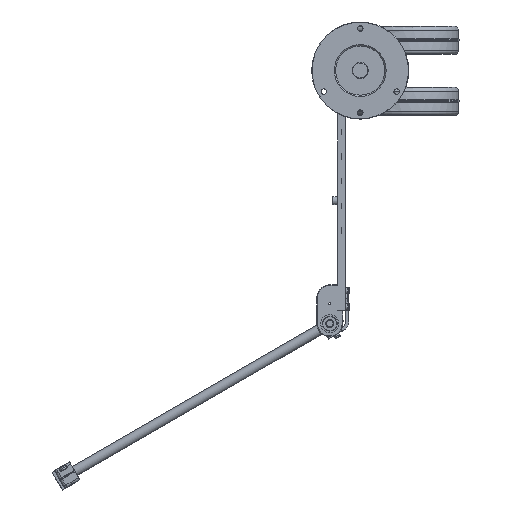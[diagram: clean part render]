
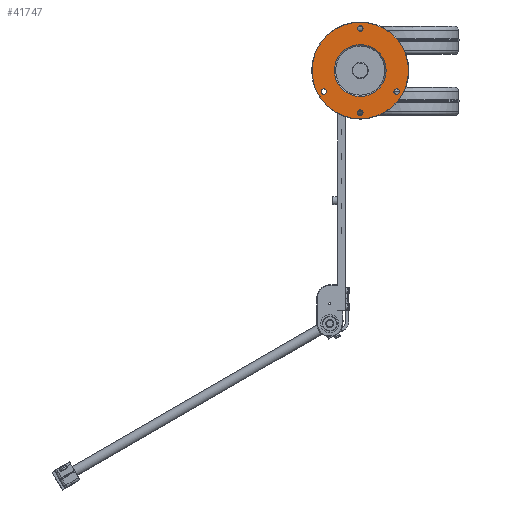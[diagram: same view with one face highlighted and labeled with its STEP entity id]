
A CAD part, front view. The second image highlights one B-rep face of the part: STEP entity #41747.
In plain terms, the highlighted planar face has unit normal (0, -1, 0).
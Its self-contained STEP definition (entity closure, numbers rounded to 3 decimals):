
#12438=CARTESIAN_POINT('',(0.,0.,
0.));
#12439=DIRECTION('',(0.,1.,0.));
#12440=DIRECTION('',(1.,0.,0.));
#12441=AXIS2_PLACEMENT_3D('',#12438,#12439,#12440);
#12443=CARTESIAN_POINT('',(0.,0.,
0.));
#12444=DIRECTION('',(0.,1.,0.));
#12445=DIRECTION('',(-1.,0.,0.));
#12446=AXIS2_PLACEMENT_3D('',#12443,#12444,#12445);
#12448=CARTESIAN_POINT('',(56.292,0.,-32.5));
#12449=DIRECTION('',(0.,1.,0.));
#12450=DIRECTION('',(0.,0.,1.));
#12451=AXIS2_PLACEMENT_3D('',#12448,#12449,#12450);
#12453=CARTESIAN_POINT('',(56.292,0.,-32.5));
#12454=DIRECTION('',(0.,1.,0.));
#12455=DIRECTION('',(0.,0.,-1.));
#12456=AXIS2_PLACEMENT_3D('',#12453,#12454,#12455);
#12458=CARTESIAN_POINT('',(-56.292,0.,-32.5));
#12459=DIRECTION('',(0.,1.,0.));
#12460=DIRECTION('',(0.,0.,1.));
#12461=AXIS2_PLACEMENT_3D('',#12458,#12459,#12460);
#12463=CARTESIAN_POINT('',(-56.292,0.,-32.5));
#12464=DIRECTION('',(0.,1.,0.));
#12465=DIRECTION('',(0.,0.,-1.));
#12466=AXIS2_PLACEMENT_3D('',#12463,#12464,#12465);
#12468=CARTESIAN_POINT('',(0.,0.,65.));
#12469=DIRECTION('',(0.,1.,0.));
#12470=DIRECTION('',(0.,0.,1.));
#12471=AXIS2_PLACEMENT_3D('',#12468,#12469,#12470);
#12473=CARTESIAN_POINT('',(0.,0.,65.));
#12474=DIRECTION('',(0.,1.,0.));
#12475=DIRECTION('',(0.,0.,-1.));
#12476=AXIS2_PLACEMENT_3D('',#12473,#12474,#12475);
#12478=CARTESIAN_POINT('',(0.,0.,-65.));
#12479=DIRECTION('',(0.,1.,0.));
#12480=DIRECTION('',(0.,0.,1.));
#12481=AXIS2_PLACEMENT_3D('',#12478,#12479,#12480);
#12483=CARTESIAN_POINT('',(0.,0.,-65.));
#12484=DIRECTION('',(0.,1.,0.));
#12485=DIRECTION('',(0.,0.,-1.));
#12486=AXIS2_PLACEMENT_3D('',#12483,#12484,#12485);
#12488=CARTESIAN_POINT('',(0.,0.,0.));
#12489=DIRECTION('',(0.,1.,0.));
#12490=DIRECTION('',(0.,0.,1.));
#12491=AXIS2_PLACEMENT_3D('',#12488,#12489,#12490);
#12493=CARTESIAN_POINT('',(0.,0.,0.));
#12494=DIRECTION('',(0.,1.,0.));
#12495=DIRECTION('',(0.,0.,-1.));
#12496=AXIS2_PLACEMENT_3D('',#12493,#12494,#12495);
#23978=CARTESIAN_POINT('',(56.292,0.,-28.25));
#23979=CARTESIAN_POINT('',(56.292,0.,-36.75));
#23980=VERTEX_POINT('',#23978);
#23981=VERTEX_POINT('',#23979);
#23982=CARTESIAN_POINT('',(-56.292,0.,-28.25));
#23983=CARTESIAN_POINT('',(-56.292,0.,-36.75));
#23984=VERTEX_POINT('',#23982);
#23985=VERTEX_POINT('',#23983);
#23986=CARTESIAN_POINT('',(0.,0.,69.25));
#23987=CARTESIAN_POINT('',(0.,0.,60.75));
#23988=VERTEX_POINT('',#23986);
#23989=VERTEX_POINT('',#23987);
#24006=CARTESIAN_POINT('',(0.,0.,40.));
#24007=CARTESIAN_POINT('',(0.,0.,-40.));
#24008=VERTEX_POINT('',#24006);
#24009=VERTEX_POINT('',#24007);
#24034=CARTESIAN_POINT('',(74.5,0.,0.));
#24035=CARTESIAN_POINT('',(-74.5,0.,0.));
#24036=VERTEX_POINT('',#24034);
#24037=VERTEX_POINT('',#24035);
#24048=CARTESIAN_POINT('',(0.,0.,-60.75));
#24049=CARTESIAN_POINT('',(0.,0.,-69.25));
#24050=VERTEX_POINT('',#24048);
#24051=VERTEX_POINT('',#24049);
#41708=CARTESIAN_POINT('',(0.,0.,0.));
#41709=DIRECTION('',(0.,-1.,0.));
#41710=DIRECTION('',(-1.,0.,0.));
#41711=AXIS2_PLACEMENT_3D('',#41708,#41709,#41710);
#41712=PLANE('',#41711);
#41713=ORIENTED_EDGE('',*,*,#41664,.T.);
#41714=ORIENTED_EDGE('',*,*,#41690,.T.);
#41715=EDGE_LOOP('',(#41713,#41714));
#41716=FACE_OUTER_BOUND('',#41715,.F.);
#41718=ORIENTED_EDGE('',*,*,#41717,.F.);
#41720=ORIENTED_EDGE('',*,*,#41719,.F.);
#41721=EDGE_LOOP('',(#41718,#41720));
#41722=FACE_BOUND('',#41721,.F.);
#41724=ORIENTED_EDGE('',*,*,#41723,.F.);
#41726=ORIENTED_EDGE('',*,*,#41725,.F.);
#41727=EDGE_LOOP('',(#41724,#41726));
#41728=FACE_BOUND('',#41727,.F.);
#41730=ORIENTED_EDGE('',*,*,#41729,.F.);
#41732=ORIENTED_EDGE('',*,*,#41731,.F.);
#41733=EDGE_LOOP('',(#41730,#41732));
#41734=FACE_BOUND('',#41733,.F.);
#41736=ORIENTED_EDGE('',*,*,#41735,.F.);
#41738=ORIENTED_EDGE('',*,*,#41737,.F.);
#41739=EDGE_LOOP('',(#41736,#41738));
#41740=FACE_BOUND('',#41739,.F.);
#41742=ORIENTED_EDGE('',*,*,#41741,.F.);
#41744=ORIENTED_EDGE('',*,*,#41743,.F.);
#41745=EDGE_LOOP('',(#41742,#41744));
#41746=FACE_BOUND('',#41745,.F.);
#41747=ADVANCED_FACE('',(#41716,#41722,#41728,#41734,#41740,#41746),#41712,.T.);
#12442=CIRCLE('',#12441,74.5);
#12447=CIRCLE('',#12446,74.5);
#12452=CIRCLE('',#12451,4.25);
#12457=CIRCLE('',#12456,4.25);
#12462=CIRCLE('',#12461,4.25);
#12467=CIRCLE('',#12466,4.25);
#12472=CIRCLE('',#12471,4.25);
#12477=CIRCLE('',#12476,4.25);
#12482=CIRCLE('',#12481,4.25);
#12487=CIRCLE('',#12486,4.25);
#12492=CIRCLE('',#12491,40.);
#12497=CIRCLE('',#12496,40.);
#41664=EDGE_CURVE('',#24036,#24037,#12442,.T.);
#41690=EDGE_CURVE('',#24037,#24036,#12447,.T.);
#41717=EDGE_CURVE('',#23980,#23981,#12452,.T.);
#41719=EDGE_CURVE('',#23981,#23980,#12457,.T.);
#41723=EDGE_CURVE('',#23984,#23985,#12462,.T.);
#41725=EDGE_CURVE('',#23985,#23984,#12467,.T.);
#41729=EDGE_CURVE('',#23988,#23989,#12472,.T.);
#41731=EDGE_CURVE('',#23989,#23988,#12477,.T.);
#41735=EDGE_CURVE('',#24050,#24051,#12482,.T.);
#41737=EDGE_CURVE('',#24051,#24050,#12487,.T.);
#41741=EDGE_CURVE('',#24008,#24009,#12492,.T.);
#41743=EDGE_CURVE('',#24009,#24008,#12497,.T.);
